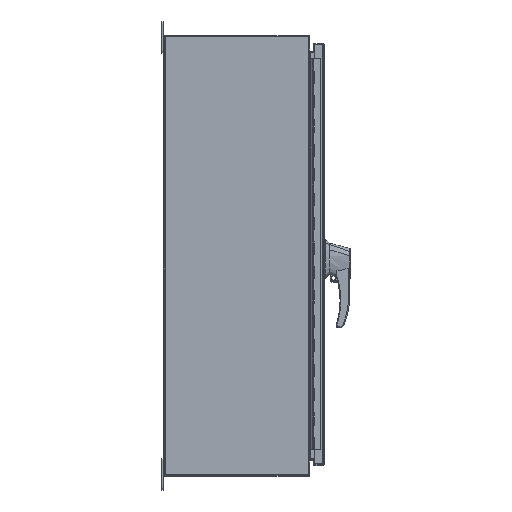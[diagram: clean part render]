
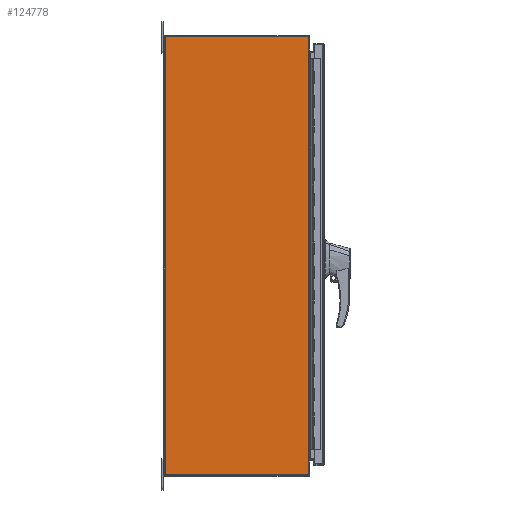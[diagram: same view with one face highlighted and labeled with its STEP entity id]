
A CAD part, top view. The second image highlights one B-rep face of the part: STEP entity #124778.
In plain terms, the highlighted face is planar.
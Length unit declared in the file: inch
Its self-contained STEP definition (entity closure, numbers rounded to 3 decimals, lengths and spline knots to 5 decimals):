
#2409 = CARTESIAN_POINT ( 'NONE',  ( -24., -11.81, -17.905 ) ) ;
#2767 = LINE ( 'NONE', #125876, #123758 ) ;
#4646 = CARTESIAN_POINT ( 'NONE',  ( -24., 0.095, 17.905 ) ) ;
#8201 = ORIENTED_EDGE ( 'NONE', *, *, #91945, .F. ) ;
#10834 = DIRECTION ( 'NONE',  ( 0., 0., 1. ) ) ;
#11526 = ORIENTED_EDGE ( 'NONE', *, *, #47344, .F. ) ;
#14936 = LINE ( 'NONE', #141542, #45073 ) ;
#18146 = CARTESIAN_POINT ( 'NONE',  ( -24., -11.762, 16.655 ) ) ;
#18944 = VECTOR ( 'NONE', #112963, 39.37008 ) ;
#19058 = ORIENTED_EDGE ( 'NONE', *, *, #42792, .F. ) ;
#19508 = LINE ( 'NONE', #49737, #140489 ) ;
#20291 = ORIENTED_EDGE ( 'NONE', *, *, #84655, .T. ) ;
#21084 = EDGE_LOOP ( 'NONE', ( #20291, #155575, #8201, #11526, #19058, #35485, #116650, #113128, #131293, #36921 ) ) ;
#22224 = VERTEX_POINT ( 'NONE', #18146 ) ;
#24016 = CARTESIAN_POINT ( 'NONE',  ( -24., -11.762, -16.625 ) ) ;
#24691 = LINE ( 'NONE', #4646, #18944 ) ;
#24939 = VERTEX_POINT ( 'NONE', #43985 ) ;
#25281 = EDGE_CURVE ( 'NONE', #148337, #124625, #56549, .T. ) ;
#25520 = CARTESIAN_POINT ( 'NONE',  ( -24., -11.81, -17.905 ) ) ;
#26077 = CARTESIAN_POINT ( 'NONE',  ( -24., -11.81, 16.655 ) ) ;
#27406 = DIRECTION ( 'NONE',  ( 0., 0., 1. ) ) ;
#28484 = EDGE_CURVE ( 'NONE', #91218, #22224, #32558, .T. ) ;
#31559 = CARTESIAN_POINT ( 'NONE',  ( -24., -11.762, -16.655 ) ) ;
#32558 = LINE ( 'NONE', #51155, #142165 ) ;
#35485 = ORIENTED_EDGE ( 'NONE', *, *, #39826, .F. ) ;
#36921 = ORIENTED_EDGE ( 'NONE', *, *, #28484, .T. ) ;
#37447 = CARTESIAN_POINT ( 'NONE',  ( -24., -11.81, 17.905 ) ) ;
#37685 = CARTESIAN_POINT ( 'NONE',  ( -24., -11.762, -16.655 ) ) ;
#39826 = EDGE_CURVE ( 'NONE', #57323, #109173, #87027, .T. ) ;
#42792 = EDGE_CURVE ( 'NONE', #109173, #124312, #19508, .T. ) ;
#43852 = DIRECTION ( 'NONE',  ( 0., -1., 0. ) ) ;
#43985 = CARTESIAN_POINT ( 'NONE',  ( -24., -11.762, -16.625 ) ) ;
#45073 = VECTOR ( 'NONE', #141009, 39.37008 ) ;
#45443 = VECTOR ( 'NONE', #94078, 39.37008 ) ;
#47344 = EDGE_CURVE ( 'NONE', #124312, #90913, #14936, .T. ) ;
#49737 = CARTESIAN_POINT ( 'NONE',  ( -24., 0.095, -17.905 ) ) ;
#51155 = CARTESIAN_POINT ( 'NONE',  ( -24., -11.762, -16.625 ) ) ;
#56549 = LINE ( 'NONE', #2409, #81099 ) ;
#57323 = VERTEX_POINT ( 'NONE', #68633 ) ;
#61042 = VERTEX_POINT ( 'NONE', #31559 ) ;
#62170 = LINE ( 'NONE', #37685, #154733 ) ;
#64430 = CARTESIAN_POINT ( 'NONE',  ( -24., -11.762, -17.905 ) ) ;
#64666 = CARTESIAN_POINT ( 'NONE',  ( -24., 0.0095, -17.905 ) ) ;
#65701 = PLANE ( 'NONE',  #152725 ) ;
#68633 = CARTESIAN_POINT ( 'NONE',  ( -24., -11.81, -16.655 ) ) ;
#73174 = DIRECTION ( 'NONE',  ( 0., 0., -1. ) ) ;
#75525 = DIRECTION ( 'NONE',  ( 0., 0., -1. ) ) ;
#81099 = VECTOR ( 'NONE', #73174, 39.37008 ) ;
#84655 = EDGE_CURVE ( 'NONE', #22224, #124625, #2767, .T. ) ;
#86836 = DIRECTION ( 'NONE',  ( 0., 1., 0. ) ) ;
#87027 = LINE ( 'NONE', #115206, #45443 ) ;
#87413 = DIRECTION ( 'NONE',  ( 0., 1., 0. ) ) ;
#90913 = VERTEX_POINT ( 'NONE', #139751 ) ;
#91218 = VERTEX_POINT ( 'NONE', #130160 ) ;
#91945 = EDGE_CURVE ( 'NONE', #90913, #148337, #24691, .T. ) ;
#94078 = DIRECTION ( 'NONE',  ( 0., 0., -1. ) ) ;
#96349 = CARTESIAN_POINT ( 'NONE',  ( -24., -0.048, -17.905 ) ) ;
#97390 = EDGE_CURVE ( 'NONE', #57323, #61042, #62170, .T. ) ;
#102207 = DIRECTION ( 'NONE',  ( 0., 1., 0. ) ) ;
#106650 = VECTOR ( 'NONE', #10834, 39.37008 ) ;
#106861 = EDGE_CURVE ( 'NONE', #91218, #24939, #141182, .T. ) ;
#109173 = VERTEX_POINT ( 'NONE', #25520 ) ;
#110481 = EDGE_CURVE ( 'NONE', #61042, #24939, #142470, .T. ) ;
#112963 = DIRECTION ( 'NONE',  ( 0., -1., 0. ) ) ;
#113128 = ORIENTED_EDGE ( 'NONE', *, *, #110481, .T. ) ;
#115206 = CARTESIAN_POINT ( 'NONE',  ( -24., -11.81, -17.905 ) ) ;
#116650 = ORIENTED_EDGE ( 'NONE', *, *, #97390, .T. ) ;
#120510 = VECTOR ( 'NONE', #75525, 39.37008 ) ;
#123758 = VECTOR ( 'NONE', #43852, 39.37008 ) ;
#124312 = VERTEX_POINT ( 'NONE', #96349 ) ;
#124625 = VERTEX_POINT ( 'NONE', #26077 ) ;
#124778 = ADVANCED_FACE ( 'NONE', ( #144200 ), #65701, .F. ) ;
#125876 = CARTESIAN_POINT ( 'NONE',  ( -24., -11.762, 16.655 ) ) ;
#130160 = CARTESIAN_POINT ( 'NONE',  ( -24., -11.762, 16.625 ) ) ;
#131293 = ORIENTED_EDGE ( 'NONE', *, *, #106861, .F. ) ;
#139751 = CARTESIAN_POINT ( 'NONE',  ( -24., -0.048, 17.905 ) ) ;
#140489 = VECTOR ( 'NONE', #86836, 39.37008 ) ;
#141009 = DIRECTION ( 'NONE',  ( 0., 0., 1. ) ) ;
#141182 = LINE ( 'NONE', #64430, #120510 ) ;
#141542 = CARTESIAN_POINT ( 'NONE',  ( -24., -0.048, -17.905 ) ) ;
#142165 = VECTOR ( 'NONE', #27406, 39.37008 ) ;
#142470 = LINE ( 'NONE', #24016, #106650 ) ;
#144200 = FACE_OUTER_BOUND ( 'NONE', #21084, .T. ) ;
#148337 = VERTEX_POINT ( 'NONE', #37447 ) ;
#149162 = DIRECTION ( 'NONE',  ( 1., 0., 0. ) ) ;
#152725 = AXIS2_PLACEMENT_3D ( 'NONE', #64666, #149162, #102207 ) ;
#154733 = VECTOR ( 'NONE', #87413, 39.37008 ) ;
#155575 = ORIENTED_EDGE ( 'NONE', *, *, #25281, .F. ) ;
